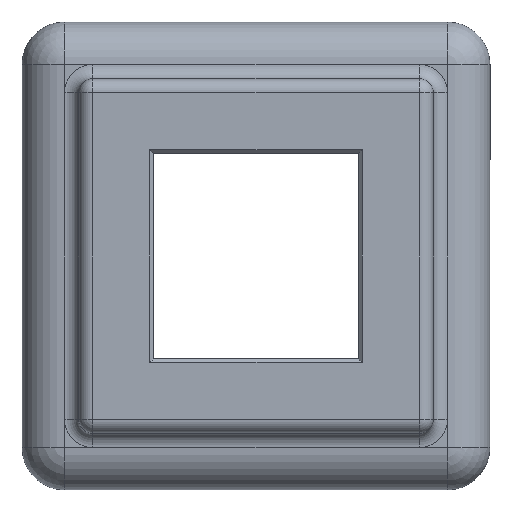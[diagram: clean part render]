
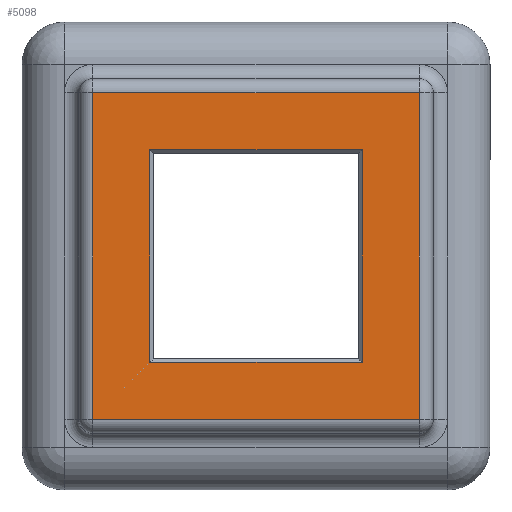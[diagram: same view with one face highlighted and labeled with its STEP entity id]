
A CAD part, front view. The second image highlights one B-rep face of the part: STEP entity #5098.
In plain terms, the highlighted planar face has unit normal (0, -1, 0).
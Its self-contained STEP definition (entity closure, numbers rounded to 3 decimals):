
#167 = CARTESIAN_POINT ( 'NONE',  ( 7.5, -10.5, -7.5 ) ) ;
#232 = VECTOR ( 'NONE', #10918, 1000. ) ;
#343 = CARTESIAN_POINT ( 'NONE',  ( 7.5, -10.5, 7.5 ) ) ;
#477 = DIRECTION ( 'NONE',  ( 1., 0., 0. ) ) ;
#1038 = LINE ( 'NONE', #5436, #10649 ) ;
#1095 = CARTESIAN_POINT ( 'NONE',  ( -7.5, -10.5, -7.5 ) ) ;
#1345 = EDGE_CURVE ( 'NONE', #5749, #4630, #6008, .T. ) ;
#1450 = DIRECTION ( 'NONE',  ( 0., 0., 1. ) ) ;
#1503 = CARTESIAN_POINT ( 'NONE',  ( -11.5, -10.5, 11.5 ) ) ;
#2071 = EDGE_CURVE ( 'NONE', #4630, #4014, #3499, .T. ) ;
#2073 = FACE_BOUND ( 'NONE', #3490, .T. ) ;
#2232 = ORIENTED_EDGE ( 'NONE', *, *, #5370, .T. ) ;
#2381 = ORIENTED_EDGE ( 'NONE', *, *, #6229, .T. ) ;
#2383 = LINE ( 'NONE', #4336, #4863 ) ;
#2410 = VERTEX_POINT ( 'NONE', #343 ) ;
#2569 = ORIENTED_EDGE ( 'NONE', *, *, #7216, .T. ) ;
#3490 = EDGE_LOOP ( 'NONE', ( #9282, #2569, #2381, #2232 ) ) ;
#3499 = LINE ( 'NONE', #5893, #6258 ) ;
#3611 = CARTESIAN_POINT ( 'NONE',  ( 11.5, -10.5, -11.5 ) ) ;
#3744 = ORIENTED_EDGE ( 'NONE', *, *, #8111, .T. ) ;
#3749 = CARTESIAN_POINT ( 'NONE',  ( -7.5, -10.5, 7.5 ) ) ;
#4014 = VERTEX_POINT ( 'NONE', #3611 ) ;
#4021 = VECTOR ( 'NONE', #4923, 1000. ) ;
#4155 = LINE ( 'NONE', #5357, #8009 ) ;
#4248 = EDGE_LOOP ( 'NONE', ( #3744, #8663, #6661, #9696 ) ) ;
#4336 = CARTESIAN_POINT ( 'NONE',  ( 11.5, -10.5, 0. ) ) ;
#4513 = EDGE_CURVE ( 'NONE', #9524, #11268, #4155, .T. ) ;
#4597 = DIRECTION ( 'NONE',  ( -1., 0., 0. ) ) ;
#4630 = VERTEX_POINT ( 'NONE', #8228 ) ;
#4696 = VECTOR ( 'NONE', #4597, 1000. ) ;
#4698 = DIRECTION ( 'NONE',  ( 0., 0., -1. ) ) ;
#4863 = VECTOR ( 'NONE', #1450, 1000. ) ;
#4868 = DIRECTION ( 'NONE',  ( 0., 0., 1. ) ) ;
#4923 = DIRECTION ( 'NONE',  ( -1., 0., 0. ) ) ;
#4942 = PLANE ( 'NONE',  #11167 ) ;
#5098 = ADVANCED_FACE ( 'NONE', ( #2073, #6477 ), #4942, .T. ) ;
#5245 = VERTEX_POINT ( 'NONE', #7941 ) ;
#5357 = CARTESIAN_POINT ( 'NONE',  ( -7.5, -10.5, 7.25 ) ) ;
#5370 = EDGE_CURVE ( 'NONE', #10711, #9524, #7019, .T. ) ;
#5436 = CARTESIAN_POINT ( 'NONE',  ( 7.5, -10.5, -7.25 ) ) ;
#5749 = VERTEX_POINT ( 'NONE', #1503 ) ;
#5893 = CARTESIAN_POINT ( 'NONE',  ( 0., -10.5, -11.5 ) ) ;
#6008 = LINE ( 'NONE', #7391, #232 ) ;
#6033 = EDGE_CURVE ( 'NONE', #4014, #5245, #2383, .T. ) ;
#6229 = EDGE_CURVE ( 'NONE', #2410, #10711, #1038, .T. ) ;
#6258 = VECTOR ( 'NONE', #8524, 1000. ) ;
#6477 = FACE_OUTER_BOUND ( 'NONE', #4248, .T. ) ;
#6661 = ORIENTED_EDGE ( 'NONE', *, *, #2071, .T. ) ;
#7019 = LINE ( 'NONE', #9823, #4696 ) ;
#7180 = DIRECTION ( 'NONE',  ( 0., 0., 1. ) ) ;
#7216 = EDGE_CURVE ( 'NONE', #11268, #2410, #9006, .T. ) ;
#7391 = CARTESIAN_POINT ( 'NONE',  ( -11.5, -10.5, 0. ) ) ;
#7941 = CARTESIAN_POINT ( 'NONE',  ( 11.5, -10.5, 11.5 ) ) ;
#8009 = VECTOR ( 'NONE', #7180, 1000. ) ;
#8111 = EDGE_CURVE ( 'NONE', #5245, #5749, #9247, .T. ) ;
#8228 = CARTESIAN_POINT ( 'NONE',  ( -11.5, -10.5, -11.5 ) ) ;
#8478 = DIRECTION ( 'NONE',  ( 0., -1., 0. ) ) ;
#8491 = CARTESIAN_POINT ( 'NONE',  ( 0., -10.5, 11.5 ) ) ;
#8524 = DIRECTION ( 'NONE',  ( 1., 0., 0. ) ) ;
#8663 = ORIENTED_EDGE ( 'NONE', *, *, #1345, .T. ) ;
#9006 = LINE ( 'NONE', #10979, #9826 ) ;
#9247 = LINE ( 'NONE', #8491, #4021 ) ;
#9282 = ORIENTED_EDGE ( 'NONE', *, *, #4513, .T. ) ;
#9320 = CARTESIAN_POINT ( 'NONE',  ( 0., -10.5, 0. ) ) ;
#9524 = VERTEX_POINT ( 'NONE', #1095 ) ;
#9696 = ORIENTED_EDGE ( 'NONE', *, *, #6033, .T. ) ;
#9823 = CARTESIAN_POINT ( 'NONE',  ( -7.25, -10.5, -7.5 ) ) ;
#9826 = VECTOR ( 'NONE', #477, 1000. ) ;
#10649 = VECTOR ( 'NONE', #4698, 1000. ) ;
#10711 = VERTEX_POINT ( 'NONE', #167 ) ;
#10918 = DIRECTION ( 'NONE',  ( 0., 0., -1. ) ) ;
#10979 = CARTESIAN_POINT ( 'NONE',  ( 7.25, -10.5, 7.5 ) ) ;
#11167 = AXIS2_PLACEMENT_3D ( 'NONE', #9320, #8478, #4868 ) ;
#11268 = VERTEX_POINT ( 'NONE', #3749 ) ;
